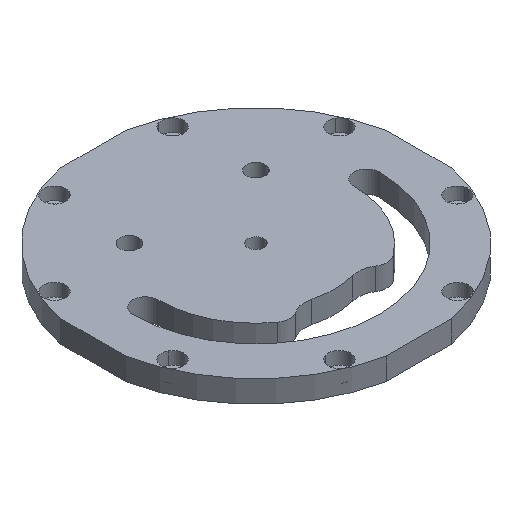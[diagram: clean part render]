
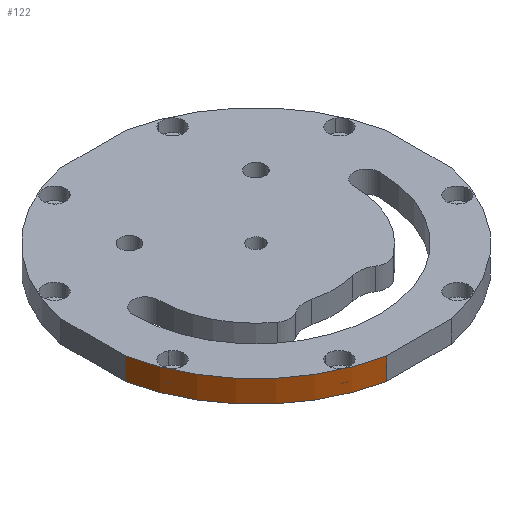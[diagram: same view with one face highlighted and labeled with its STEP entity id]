
A CAD part, isometric view. The second image highlights one B-rep face of the part: STEP entity #122.
In plain terms, the highlighted cylindrical face has radius 52.5 mm (diameter 105 mm), a partial arc.
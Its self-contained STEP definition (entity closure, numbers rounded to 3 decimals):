
#57=CARTESIAN_POINT('Line Origine',(-51.5,-10.198,-3.5)) ;
#61=CARTESIAN_POINT('Vertex',(-51.5,-10.198,-7.)) ;
#63=CARTESIAN_POINT('Vertex',(-51.5,-10.198,0.)) ;
#92=CARTESIAN_POINT('Axis2P3D Location',(0.,0.,-3.5)) ;
#97=CARTESIAN_POINT('Line Origine',(-10.198,-51.5,-3.5)) ;
#101=CARTESIAN_POINT('Vertex',(-10.198,-51.5,-7.)) ;
#103=CARTESIAN_POINT('Vertex',(-10.198,-51.5,0.)) ;
#106=CARTESIAN_POINT('Axis2P3D Location',(0.,0.,0.)) ;
#111=CARTESIAN_POINT('Axis2P3D Location',(0.,0.,-7.)) ;
#58=DIRECTION('Vector Direction',(0.,0.,1.)) ;
#93=DIRECTION('Axis2P3D Direction',(0.,0.,1.)) ;
#94=DIRECTION('Axis2P3D XDirection',(-1.,0.,0.)) ;
#98=DIRECTION('Vector Direction',(0.,0.,1.)) ;
#107=DIRECTION('Axis2P3D Direction',(0.,0.,1.)) ;
#112=DIRECTION('Axis2P3D Direction',(0.,0.,1.)) ;
#95=AXIS2_PLACEMENT_3D('Cylinder Axis2P3D',#92,#93,#94) ;
#108=AXIS2_PLACEMENT_3D('Circle Axis2P3D',#106,#107,$) ;
#113=AXIS2_PLACEMENT_3D('Circle Axis2P3D',#111,#112,$) ;
#117=ORIENTED_EDGE('',*,*,#105,.T.) ;
#118=ORIENTED_EDGE('',*,*,#110,.F.) ;
#119=ORIENTED_EDGE('',*,*,#65,.F.) ;
#120=ORIENTED_EDGE('',*,*,#115,.T.) ;
#59=VECTOR('Line Direction',#58,1.) ;
#99=VECTOR('Line Direction',#98,1.) ;
#122=ADVANCED_FACE('Corps principal',(#121),#96,.T.) ;
#109=CIRCLE('generated circle',#108,52.5) ;
#114=CIRCLE('generated circle',#113,52.5) ;
#96=CYLINDRICAL_SURFACE('generated cylinder',#95,52.5) ;
#65=EDGE_CURVE('',#62,#64,#60,.T.) ;
#105=EDGE_CURVE('',#102,#104,#100,.T.) ;
#110=EDGE_CURVE('',#64,#104,#109,.T.) ;
#115=EDGE_CURVE('',#62,#102,#114,.T.) ;
#116=EDGE_LOOP('',(#117,#118,#119,#120)) ;
#121=FACE_OUTER_BOUND('',#116,.T.) ;
#60=LINE('Line',#57,#59) ;
#100=LINE('Line',#97,#99) ;
#62=VERTEX_POINT('',#61) ;
#64=VERTEX_POINT('',#63) ;
#102=VERTEX_POINT('',#101) ;
#104=VERTEX_POINT('',#103) ;
